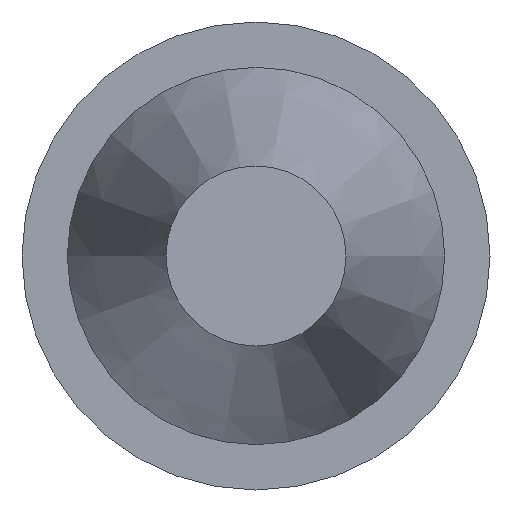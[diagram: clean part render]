
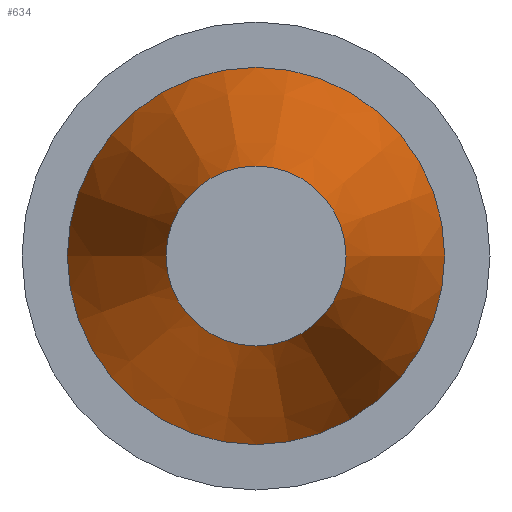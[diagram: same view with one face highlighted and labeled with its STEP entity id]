
A CAD part, front view. The second image highlights one B-rep face of the part: STEP entity #634.
In plain terms, the highlighted conical face has half-angle 16.089 degrees and reference radius 7.74 mm.
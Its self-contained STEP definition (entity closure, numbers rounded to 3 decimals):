
#33=CONICAL_SURFACE('',#710,7.74,0.281);
#48=CIRCLE('',#676,10.48);
#59=CIRCLE('',#711,5.);
#93=FACE_OUTER_BOUND('',#138,.T.);
#138=EDGE_LOOP('',(#501,#502,#503,#504));
#196=LINE('',#1039,#247);
#247=VECTOR('',#864,7.74);
#272=VERTEX_POINT('',#949);
#295=VERTEX_POINT('',#1037);
#325=EDGE_CURVE('',#272,#272,#48,.T.);
#366=EDGE_CURVE('',#295,#295,#59,.T.);
#367=EDGE_CURVE('',#295,#272,#196,.T.);
#501=ORIENTED_EDGE('',*,*,#366,.F.);
#502=ORIENTED_EDGE('',*,*,#367,.T.);
#503=ORIENTED_EDGE('',*,*,#325,.T.);
#504=ORIENTED_EDGE('',*,*,#367,.F.);
#634=ADVANCED_FACE('',(#93),#33,.T.);
#676=AXIS2_PLACEMENT_3D('',#950,#762,#763);
#710=AXIS2_PLACEMENT_3D('',#1036,#860,#861);
#711=AXIS2_PLACEMENT_3D('',#1038,#862,#863);
#762=DIRECTION('center_axis',(0.,-1.,0.));
#763=DIRECTION('ref_axis',(1.,0.,0.));
#860=DIRECTION('center_axis',(0.,1.,0.));
#861=DIRECTION('ref_axis',(1.,0.,0.));
#862=DIRECTION('center_axis',(0.,-1.,0.));
#863=DIRECTION('ref_axis',(1.,0.,0.));
#864=DIRECTION('',(-0.277,0.961,0.));
#949=CARTESIAN_POINT('',(-14.359,-42.5,-2.411));
#950=CARTESIAN_POINT('Origin',(-3.879,-42.5,-2.411));
#1036=CARTESIAN_POINT('Origin',(-3.879,-52.,-2.411));
#1037=CARTESIAN_POINT('',(-8.879,-61.5,-2.411));
#1038=CARTESIAN_POINT('Origin',(-3.879,-61.5,-2.411));
#1039=CARTESIAN_POINT('',(-11.619,-52.,-2.411));
